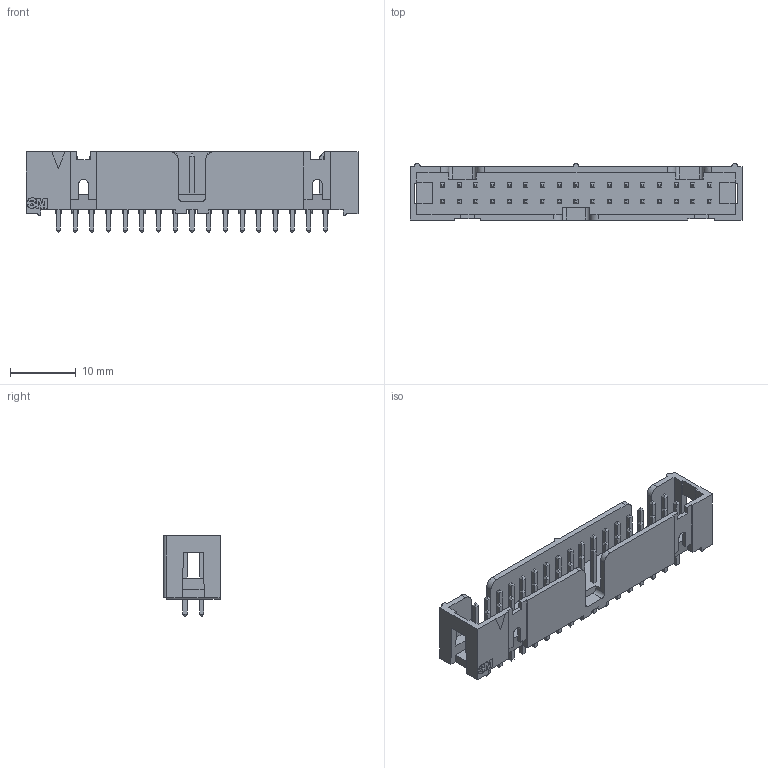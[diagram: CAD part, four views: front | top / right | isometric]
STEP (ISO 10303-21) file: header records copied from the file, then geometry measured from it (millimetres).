
FILE_DESCRIPTION((''),'2;1');
FILE_NAME('3M_2534-6002RB.stp','2008-05-14T18:52:50',(''),(''),'Mechanical Desktop 2008','Mechanical Desktop 2008',', , ');
FILE_SCHEMA(('AUTOMOTIVE_DESIGN { 1 2 10303 214 1 1 1 1 }'));
Length unit declared in the file: millimetre
Products named in the file (1): Product
Bounding box: 50.5 x 8.64 x 12.24 mm (x, y, z)
Volume: 1599.6 mm3; surface area: 3358.2 mm2
Topology: 69 solids, 69 shells, 919 faces, 2064 edges, 1296 vertices
Faces by surface type: plane 669, bspline 208, cylinder 42
Entity records: 25564 total; most frequent: CARTESIAN_POINT 7178, ORIENTED_EDGE 4128, DIRECTION 2784, EDGE_CURVE 2064, VECTOR 1360, LINE 1360, VERTEX_POINT 1296, EDGE_LOOP 940
